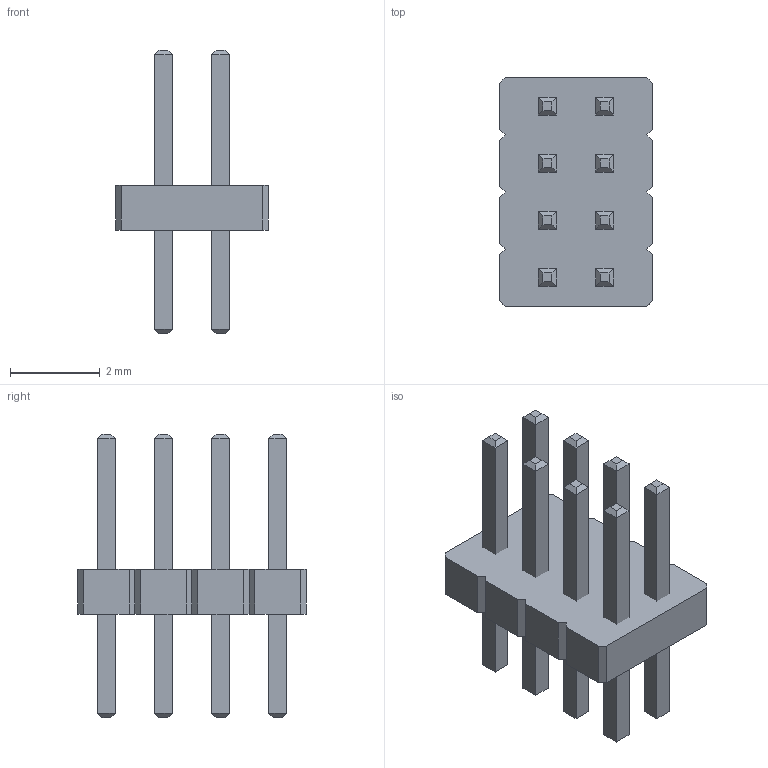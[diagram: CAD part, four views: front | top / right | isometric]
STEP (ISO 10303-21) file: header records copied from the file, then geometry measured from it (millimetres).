
FILE_DESCRIPTION(/* description */ ('model of PinHeader_2x04_P1.27mm_Vertical'),/* implementation_level */ '2;1');
FILE_NAME(/* name */ 'PinHeader_2x04_P1.27mm_Vertical.step',/* time_stamp */ '2018-01-24T13:31:18',/* author */ ('kicad StepUp','ksu'),/* organization */ ('FreeCAD'),/* preprocessor_version */ 'OCC',/* originating_system */ 'kicad StepUp',/* authorisation */ '');
FILE_SCHEMA(('AUTOMOTIVE_DESIGN { 1 0 10303 214 1 1 1 1 }'));
Length unit declared in the file: millimetre
Products named in the file (2): PinHeader_2x04_P127mm_Vertical; Shape0_81178669542
Bounding box: 3.4 x 5.08 x 6.3 mm (x, y, z)
Volume: 25.1 mm3; surface area: 133 mm2
Topology: 9 solids, 9 shells, 140 faces, 302 edges, 180 vertices
Faces by surface type: plane 140
Entity records: 2451 total; most frequent: ORIENTED_EDGE 466, CARTESIAN_POINT 383, EDGE_CURVE 302, LINE 302, VERTEX_POINT 180, AXIS2_PLACEMENT_3D 141, ADVANCED_FACE 140, FACE_BOUND 140
